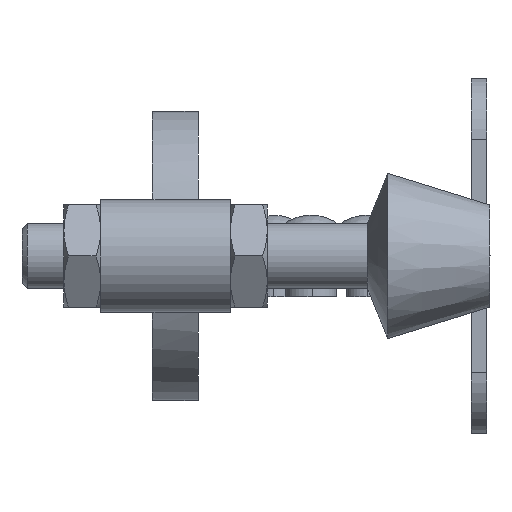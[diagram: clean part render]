
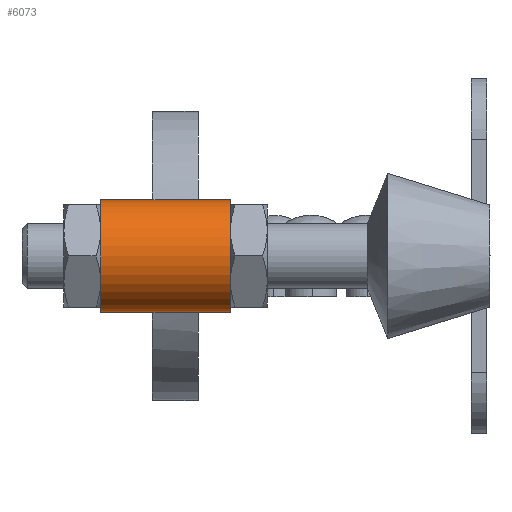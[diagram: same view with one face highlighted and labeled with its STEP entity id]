
A CAD part, left-side view. The second image highlights one B-rep face of the part: STEP entity #6073.
In plain terms, the highlighted cylindrical face has radius 5.5 mm (diameter 11 mm), a partial arc.
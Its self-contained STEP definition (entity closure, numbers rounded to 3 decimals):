
#170 = LINE ( 'NONE', #6555, #6976 ) ;
#732 = DIRECTION ( 'NONE',  ( 0., 1., 0. ) ) ;
#994 = CARTESIAN_POINT ( 'NONE',  ( -107.974, 25.4, -5.5 ) ) ;
#1007 = CARTESIAN_POINT ( 'NONE',  ( -107.974, 38.1, -5.5 ) ) ;
#1171 = VECTOR ( 'NONE', #6011, 1000. ) ;
#1303 = DIRECTION ( 'NONE',  ( 1., 0., 0. ) ) ;
#1456 = VERTEX_POINT ( 'NONE', #1007 ) ;
#1461 = DIRECTION ( 'NONE',  ( 0., -1., 0. ) ) ;
#1732 = CIRCLE ( 'NONE', #3652, 5.5 ) ;
#1748 = AXIS2_PLACEMENT_3D ( 'NONE', #5619, #1461, #7733 ) ;
#1974 = CIRCLE ( 'NONE', #4015, 5.5 ) ;
#3107 = CARTESIAN_POINT ( 'NONE',  ( -107.974, 38.1, 5.5 ) ) ;
#3485 = FACE_OUTER_BOUND ( 'NONE', #7951, .T. ) ;
#3613 = CARTESIAN_POINT ( 'NONE',  ( -107.974, 38.1, 0. ) ) ;
#3628 = CARTESIAN_POINT ( 'NONE',  ( -107.974, 25.4, 5.5 ) ) ;
#3652 = AXIS2_PLACEMENT_3D ( 'NONE', #3613, #4256, #3860 ) ;
#3860 = DIRECTION ( 'NONE',  ( 1., 0., 0. ) ) ;
#3925 = DIRECTION ( 'NONE',  ( 0., -1., 0. ) ) ;
#3969 = CYLINDRICAL_SURFACE ( 'NONE', #1748, 5.5 ) ;
#4015 = AXIS2_PLACEMENT_3D ( 'NONE', #5210, #732, #1303 ) ;
#4083 = EDGE_CURVE ( 'NONE', #1456, #7540, #1732, .T. ) ;
#4256 = DIRECTION ( 'NONE',  ( 0., 1., 0. ) ) ;
#4905 = CARTESIAN_POINT ( 'NONE',  ( -107.974, 38.1, -5.5 ) ) ;
#5143 = EDGE_CURVE ( 'NONE', #1456, #5941, #7967, .T. ) ;
#5210 = CARTESIAN_POINT ( 'NONE',  ( -107.974, 25.4, 0. ) ) ;
#5442 = ORIENTED_EDGE ( 'NONE', *, *, #8465, .F. ) ;
#5477 = ORIENTED_EDGE ( 'NONE', *, *, #4083, .F. ) ;
#5619 = CARTESIAN_POINT ( 'NONE',  ( -107.974, 38.1, 0. ) ) ;
#5941 = VERTEX_POINT ( 'NONE', #994 ) ;
#6011 = DIRECTION ( 'NONE',  ( 0., -1., 0. ) ) ;
#6015 = EDGE_CURVE ( 'NONE', #5941, #6032, #1974, .T. ) ;
#6032 = VERTEX_POINT ( 'NONE', #3628 ) ;
#6073 = ADVANCED_FACE ( 'NONE', ( #3485 ), #3969, .T. ) ;
#6214 = ORIENTED_EDGE ( 'NONE', *, *, #6015, .T. ) ;
#6555 = CARTESIAN_POINT ( 'NONE',  ( -107.974, 38.1, 5.5 ) ) ;
#6976 = VECTOR ( 'NONE', #3925, 1000. ) ;
#7540 = VERTEX_POINT ( 'NONE', #3107 ) ;
#7733 = DIRECTION ( 'NONE',  ( 0., 0., -1. ) ) ;
#7951 = EDGE_LOOP ( 'NONE', ( #5442, #5477, #8281, #6214 ) ) ;
#7967 = LINE ( 'NONE', #4905, #1171 ) ;
#8281 = ORIENTED_EDGE ( 'NONE', *, *, #5143, .T. ) ;
#8465 = EDGE_CURVE ( 'NONE', #7540, #6032, #170, .T. ) ;
